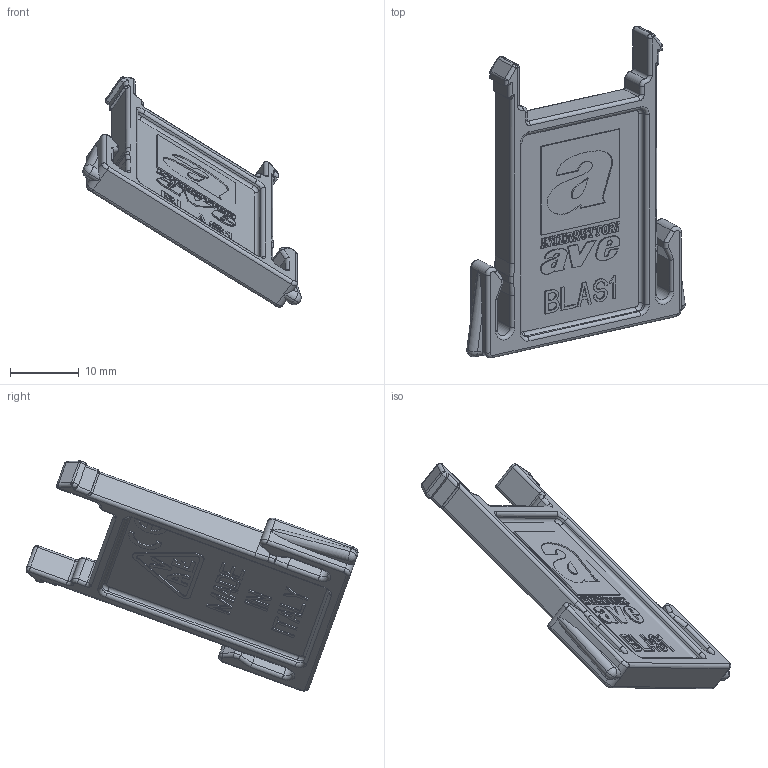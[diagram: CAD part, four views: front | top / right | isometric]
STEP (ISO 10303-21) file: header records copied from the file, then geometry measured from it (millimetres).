
FILE_DESCRIPTION(('CATIA V5 STEP Exchange'),'2;1');
FILE_NAME('BLAS1.stp','2023-09-25T09:40:19+00:00',('none'),('none'),'CATIA Version 5-6 Release 2016 SP6','CATIA V5 STEP AP203','none');
FILE_SCHEMA(('CONFIG_CONTROL_DESIGN'));
Length unit declared in the file: millimetre
Products named in the file (1): BLAS1
Assembly tree (2 placements, depth 2):
  BLAS1
    #57
    #101
Bounding box: 31.81 x 48.4 x 33.55 mm (x, y, z)
Volume: 3029.6 mm3; surface area: 3315.2 mm2
Topology: 1 solids, 1 shells, 1069 faces, 2875 edges, 1838 vertices
Faces by surface type: cylinder 514, plane 462, torus 36, extrusion 25, sphere 24, bspline 4, revolution 4
Entity records: 33059 total; most frequent: CARTESIAN_POINT 7197, ORIENTED_EDGE 5690, DIRECTION 4594, EDGE_CURVE 2845, AXIS2_PLACEMENT_3D 1896, VERTEX_POINT 1834, VECTOR 1780, LINE 1755
